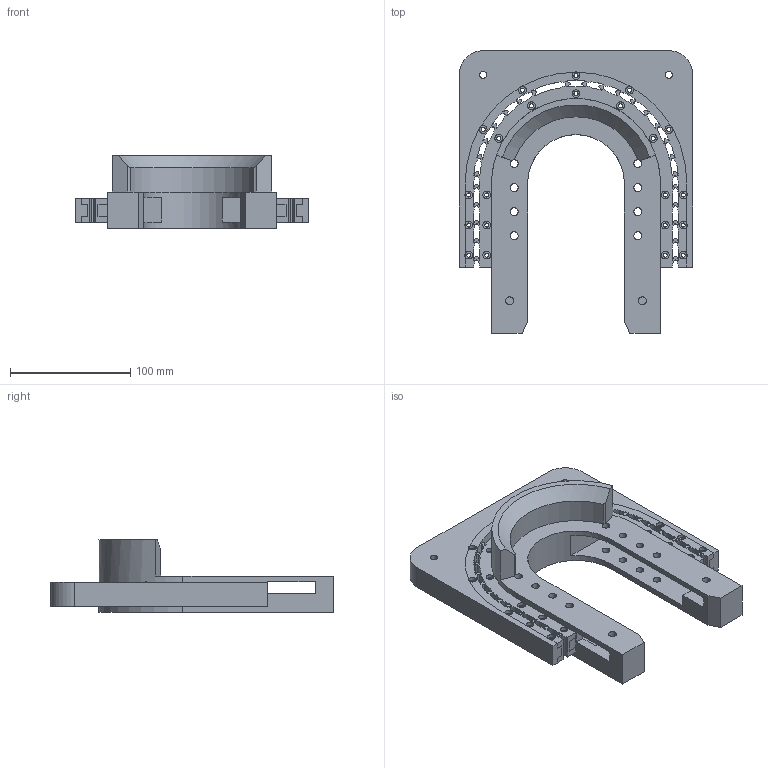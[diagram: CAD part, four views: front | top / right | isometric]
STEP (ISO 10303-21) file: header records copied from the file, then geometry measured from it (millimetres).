
FILE_DESCRIPTION (( 'STEP AP214' ), '1' );
FILE_NAME ('Tool rack.STEP', '2025-11-23T01:04:51', ( '' ), ( '' ), 'SwSTEP 2.0', 'SolidWorks 2025', '' );
FILE_SCHEMA (( 'AUTOMOTIVE_DESIGN' ));
Length unit declared in the file: millimetre
Products named in the file (1): Tool rack
Bounding box: 194.4 x 235 x 60 mm (x, y, z)
Volume: 617716.4 mm3; surface area: 192508.1 mm2
Topology: 3 solids, 3 shells, 811 faces, 2322 edges, 1548 vertices
Faces by surface type: cylinder 529, plane 281, cone 1
Entity records: 27508 total; most frequent: DIRECTION 5031, CARTESIAN_POINT 4694, ORIENTED_EDGE 4644, EDGE_CURVE 2322, AXIS2_PLACEMENT_3D 1899, VERTEX_POINT 1548, VECTOR 1233, LINE 1233
